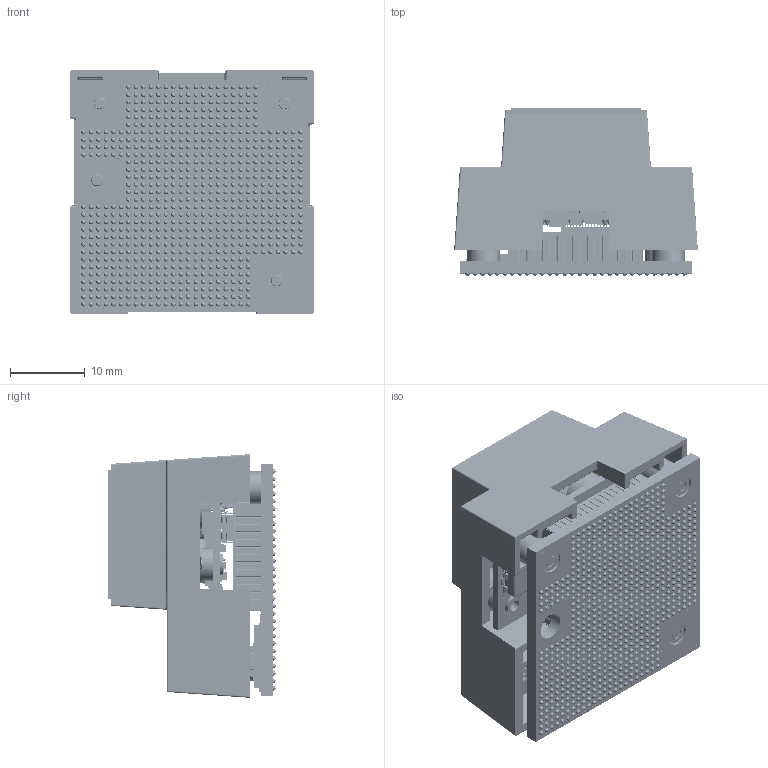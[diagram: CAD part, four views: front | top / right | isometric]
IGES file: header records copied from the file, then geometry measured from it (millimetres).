
Global section: file name: NeoSpectra Micro; native system: Autodesk Inventor 2018; preprocessor: unknown; author: Hamouda; date: 20190612.171558; units: inch
Bounding box: 32.56 x 22.37 x 32.56 mm (x, y, z)
Volume: 8542 mm3; surface area: 17203.8 mm2
Topology: 940 solids, 964 shells, 7672 faces, 20558 edges, 13750 vertices
Faces by surface type: bspline 7672
